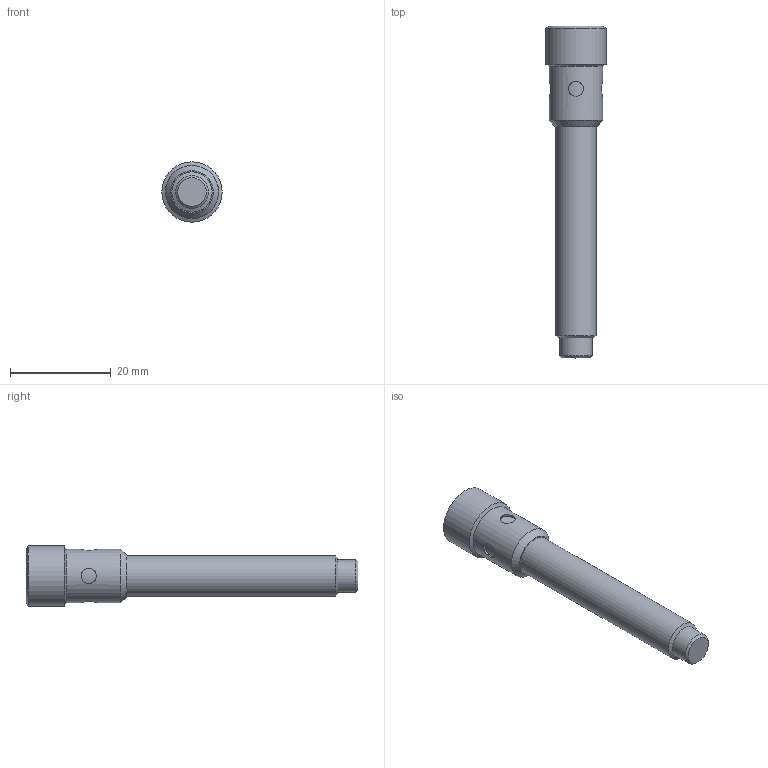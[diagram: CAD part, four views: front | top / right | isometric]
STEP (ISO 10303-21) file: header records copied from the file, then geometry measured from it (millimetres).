
FILE_DESCRIPTION (( 'STEP AP214' ), '1' );
FILE_NAME ('DW-AS-713-M8.STEP', '2018-04-18T10:16:34', ( '' ), ( '' ), 'SwSTEP 2.0', 'SolidWorks 2017', '' );
FILE_SCHEMA (( 'AUTOMOTIVE_DESIGN' ));
Length unit declared in the file: inch
Products named in the file (1): DW-AS-713-M8
Bounding box: 12 x 66 x 12 mm (x, y, z)
Volume: 3574.7 mm3; surface area: 2512.6 mm2
Topology: 1 solids, 2 shells, 43 faces, 98 edges, 64 vertices
Faces by surface type: cylinder 26, plane 7, cone 5, sphere 4, torus 1
Full cylindrical faces by diameter (mm): 1 x4, 3 x6, 6.5 x1, 8.001 x1, 8.499 x1, 10.551 x1, 11.999 x1
Entity records: 1676 total; most frequent: CARTESIAN_POINT 908, DIRECTION 152, ORIENTED_EDGE 104, EDGE_LOOP 75, AXIS2_PLACEMENT_3D 71, FACE_OUTER_BOUND 58, EDGE_CURVE 52, VERTEX_POINT 45
